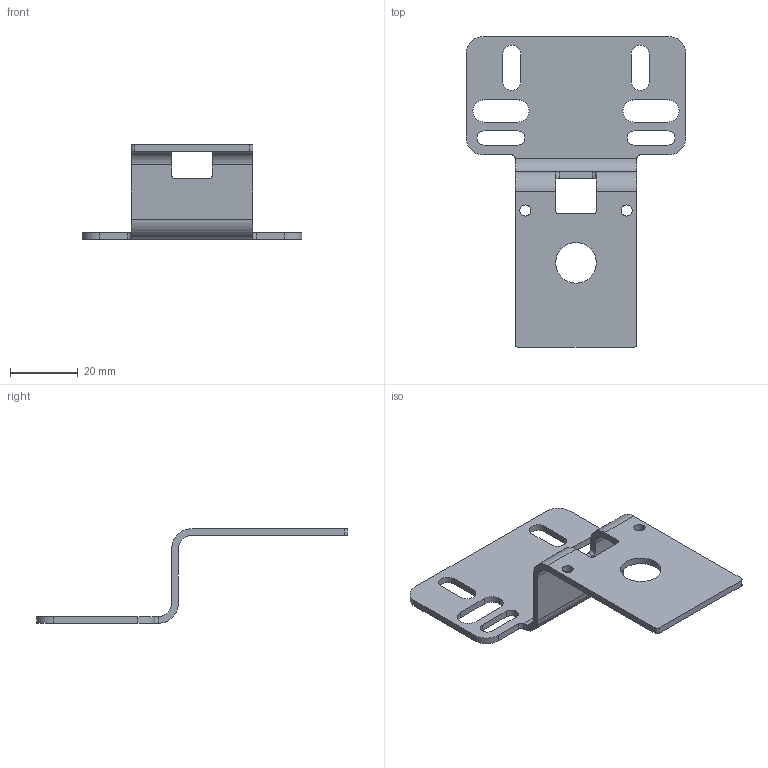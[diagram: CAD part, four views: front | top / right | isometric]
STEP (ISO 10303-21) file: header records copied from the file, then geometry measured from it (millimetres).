
FILE_DESCRIPTION((''),'2;1');
FILE_NAME('BW.0-1225.stp','2010-03-29T10:54:17',('DDruske'),(''),'Autodesk Inventor 2009','Autodesk Inventor 2009','');
FILE_SCHEMA(('AUTOMOTIVE_DESIGN { 1 0 10303 214 1 1 1 1 }'));
Length unit declared in the file: millimetre
Products named in the file (1): 10011619
Bounding box: 65 x 92 x 28 mm (x, y, z)
Volume: 8586.2 mm3; surface area: 9942.8 mm2
Topology: 1 solids, 1 shells, 63 faces, 185 edges, 122 vertices
Faces by surface type: cylinder 27, plane 24, bspline 12
Full cylindrical faces by diameter (mm): 3.3 x2, 12 x1
Entity records: 2242 total; most frequent: CARTESIAN_POINT 488, ORIENTED_EDGE 364, DIRECTION 352, EDGE_CURVE 182, VERTEX_POINT 122, AXIS2_PLACEMENT_3D 118, VECTOR 116, LINE 116
